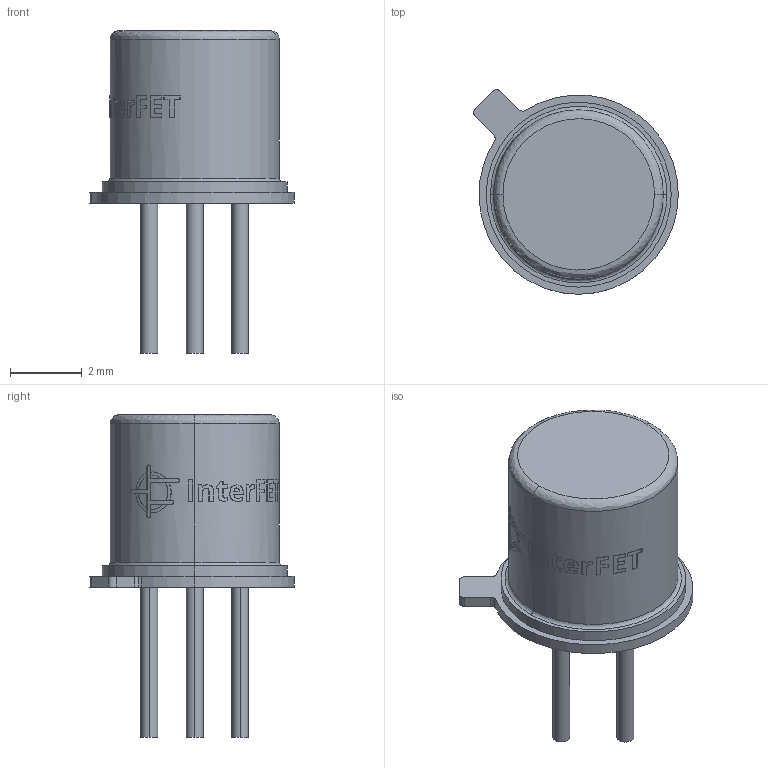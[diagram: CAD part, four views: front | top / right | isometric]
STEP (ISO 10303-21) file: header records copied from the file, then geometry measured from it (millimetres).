
FILE_DESCRIPTION(('FreeCAD Model'),'2;1');
FILE_NAME('Open CASCADE Shape Model','2022-08-09T19:02:10',( 'kicad StepUp'),('ksu MCAD'),'Open CASCADE STEP processor 7.5', 'FreeCAD','Unknown');
FILE_SCHEMA(('AUTOMOTIVE_DESIGN { 1 0 10303 214 1 1 1 1 }'));
Length unit declared in the file: millimetre
Products named in the file (1): 2N3331
Bounding box: 5.72 x 5.72 x 9.03 mm (x, y, z)
Volume: 91.1 mm3; surface area: 147.1 mm2
Topology: 1 solids, 1 shells, 166 faces, 441 edges, 293 vertices
Faces by surface type: plane 81, cylinder 56, bspline 29
Entity records: 8264 total; most frequent: CARTESIAN_POINT 3948, ORIENTED_EDGE 882, DIRECTION 669, EDGE_CURVE 441, VERTEX_POINT 293, AXIS2_PLACEMENT_3D 232, LINE 205, VECTOR 205
